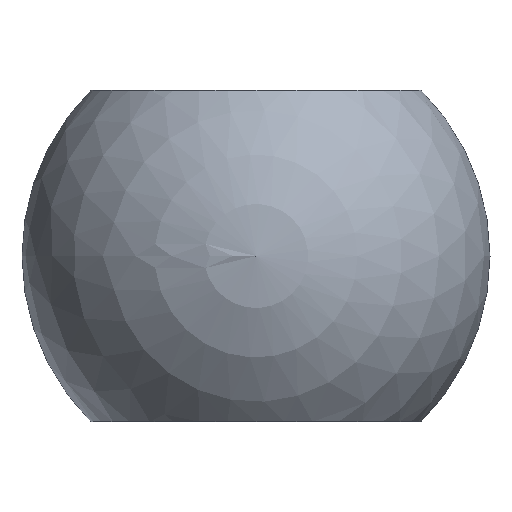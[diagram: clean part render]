
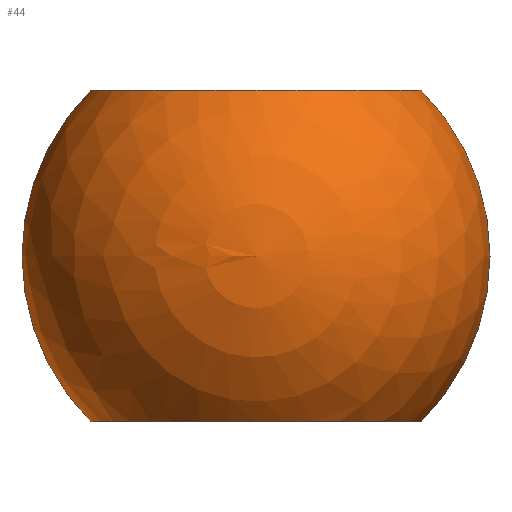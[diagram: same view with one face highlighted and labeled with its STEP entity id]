
A CAD part, left-side view. The second image highlights one B-rep face of the part: STEP entity #44.
In plain terms, the highlighted spherical face has radius 6.35 mm.
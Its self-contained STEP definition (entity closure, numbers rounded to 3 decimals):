
#9 = AXIS2_PLACEMENT_3D ( 'NONE', #41, #76, #117 ) ;
#30 = CIRCLE ( 'NONE', #133, 4.48 ) ;
#33 = DIRECTION ( 'NONE',  ( 0., 1., 0. ) ) ;
#34 = DIRECTION ( 'NONE',  ( 1., 0., 0. ) ) ;
#41 = CARTESIAN_POINT ( 'NONE',  ( 0., 0., 0. ) ) ;
#44 = ADVANCED_FACE ( 'NONE', ( #108 ), #127, .T. ) ;
#47 = VERTEX_POINT ( 'NONE', #217 ) ;
#50 = AXIS2_PLACEMENT_3D ( 'NONE', #75, #171, #114 ) ;
#64 = ORIENTED_EDGE ( 'NONE', *, *, #149, .T. ) ;
#67 = ORIENTED_EDGE ( 'NONE', *, *, #219, .F. ) ;
#68 = CIRCLE ( 'NONE', #9, 6.35 ) ;
#73 = AXIS2_PLACEMENT_3D ( 'NONE', #84, #228, #33 ) ;
#74 = CARTESIAN_POINT ( 'NONE',  ( 0., 4.48, -4.5 ) ) ;
#75 = CARTESIAN_POINT ( 'NONE',  ( 0., 0., -4.5 ) ) ;
#76 = DIRECTION ( 'NONE',  ( 1., 0., 0. ) ) ;
#84 = CARTESIAN_POINT ( 'NONE',  ( 0., 0., 0. ) ) ;
#88 = VERTEX_POINT ( 'NONE', #89 ) ;
#89 = CARTESIAN_POINT ( 'NONE',  ( 0., -4.48, -4.5 ) ) ;
#90 = CIRCLE ( 'NONE', #50, 4.48 ) ;
#96 = EDGE_LOOP ( 'NONE', ( #121, #64, #139, #67 ) ) ;
#108 = FACE_OUTER_BOUND ( 'NONE', #96, .T. ) ;
#114 = DIRECTION ( 'NONE',  ( 1., 0., 0. ) ) ;
#117 = DIRECTION ( 'NONE',  ( 0., 0., -1. ) ) ;
#120 = VERTEX_POINT ( 'NONE', #74 ) ;
#121 = ORIENTED_EDGE ( 'NONE', *, *, #206, .T. ) ;
#123 = DIRECTION ( 'NONE',  ( 0., 0., 1. ) ) ;
#127 = SPHERICAL_SURFACE ( 'NONE', #73, 6.35 ) ;
#133 = AXIS2_PLACEMENT_3D ( 'NONE', #144, #123, #34 ) ;
#136 = CIRCLE ( 'NONE', #182, 6.35 ) ;
#139 = ORIENTED_EDGE ( 'NONE', *, *, #191, .F. ) ;
#143 = DIRECTION ( 'NONE',  ( -1., 0., 0. ) ) ;
#144 = CARTESIAN_POINT ( 'NONE',  ( 0., 0., 4.5 ) ) ;
#149 = EDGE_CURVE ( 'NONE', #88, #180, #136, .T. ) ;
#171 = DIRECTION ( 'NONE',  ( 0., 0., 1. ) ) ;
#180 = VERTEX_POINT ( 'NONE', #227 ) ;
#182 = AXIS2_PLACEMENT_3D ( 'NONE', #248, #143, #210 ) ;
#191 = EDGE_CURVE ( 'NONE', #47, #180, #30, .T. ) ;
#206 = EDGE_CURVE ( 'NONE', #120, #88, #90, .T. ) ;
#210 = DIRECTION ( 'NONE',  ( 0., -1., 0. ) ) ;
#217 = CARTESIAN_POINT ( 'NONE',  ( 0., 4.48, 4.5 ) ) ;
#219 = EDGE_CURVE ( 'NONE', #120, #47, #68, .T. ) ;
#227 = CARTESIAN_POINT ( 'NONE',  ( 0., -4.48, 4.5 ) ) ;
#228 = DIRECTION ( 'NONE',  ( -1., 0., 0. ) ) ;
#248 = CARTESIAN_POINT ( 'NONE',  ( 0., 0., 0. ) ) ;
